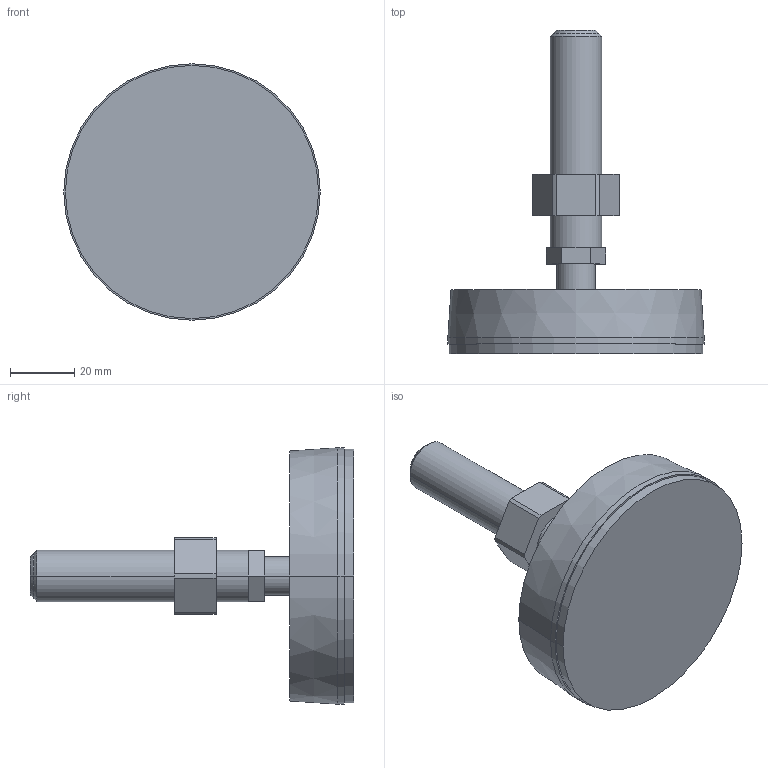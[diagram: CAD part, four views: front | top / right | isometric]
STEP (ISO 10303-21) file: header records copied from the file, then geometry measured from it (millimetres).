
FILE_DESCRIPTION((''),'2;1');
FILE_NAME('12052_NOGA_FI80_M16_GUMA','2022-09-19T07:21:39',('PredragRovcanin'),('Audax d.o.o.'),'CREO PARAMETRIC BY PTC INC, 2020281','CREO PARAMETRIC BY PTC INC, 2020281','');
FILE_SCHEMA(('AP242_MANAGED_MODEL_BASED_3D_ENGINEERING_MIM_LF { 1 0 10303 442 1 1 4 }'));
Length unit declared in the file: millimetre
Products named in the file (1): 12052_NOGA_FI80_M16_GUMA
Bounding box: 80 x 101 x 80 mm (x, y, z)
Volume: 117733.8 mm3; surface area: 22884.5 mm2
Topology: 1 solids, 2 shells, 47 faces, 111 edges, 72 vertices
Faces by surface type: plane 25, cylinder 18, cone 4
Entity records: 2710 total; most frequent: COLOUR_RGB 320, DIRECTION 253, CARTESIAN_POINT 231, ORIENTED_EDGE 216, PRESENTATION_STYLE_ASSIGNMENT 158, STYLED_ITEM 114, CURVE_STYLE 112, EDGE_CURVE 110
